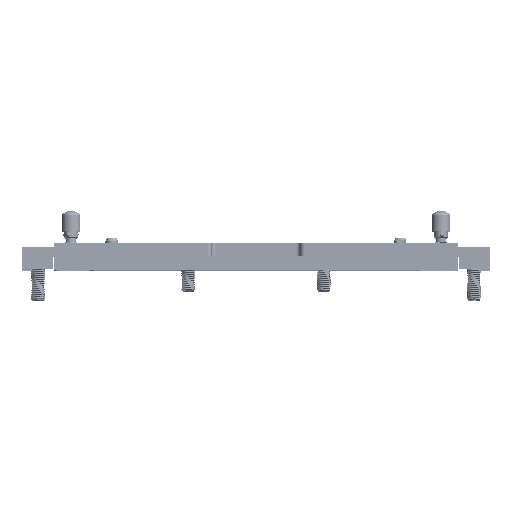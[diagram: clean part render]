
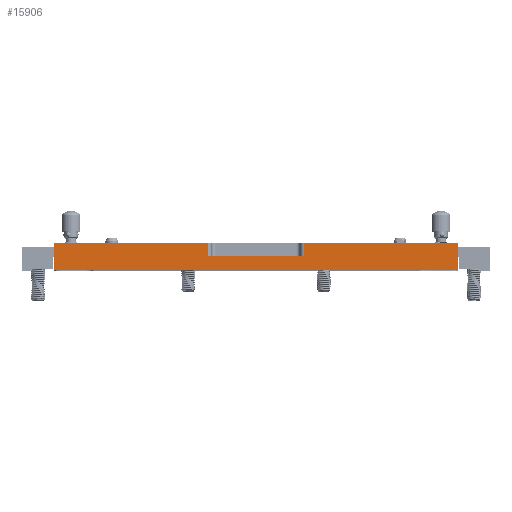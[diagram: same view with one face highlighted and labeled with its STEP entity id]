
A CAD part, top view. The second image highlights one B-rep face of the part: STEP entity #15906.
In plain terms, the highlighted face is planar.
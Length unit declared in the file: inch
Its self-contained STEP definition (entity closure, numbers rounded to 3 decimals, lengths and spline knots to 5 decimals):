
#508 = CARTESIAN_POINT ( 'NONE',  ( -1.7875, 0., -7.45 ) ) ;
#692 = VERTEX_POINT ( 'NONE', #508 ) ;
#3541 = CARTESIAN_POINT ( 'NONE',  ( -7.45, -1., -7.45 ) ) ;
#4190 = VERTEX_POINT ( 'NONE', #10651 ) ;
#5624 = ORIENTED_EDGE ( 'NONE', *, *, #18566, .T. ) ;
#5716 = CARTESIAN_POINT ( 'NONE',  ( -7.45, 0., -7.45 ) ) ;
#6799 = EDGE_LOOP ( 'NONE', ( #19582, #29401, #7794, #21839, #35161, #15878, #20607, #5624 ) ) ;
#7794 = ORIENTED_EDGE ( 'NONE', *, *, #32921, .F. ) ;
#9598 = VECTOR ( 'NONE', #15975, 39.37008 ) ;
#10212 = FACE_OUTER_BOUND ( 'NONE', #6799, .T. ) ;
#10651 = CARTESIAN_POINT ( 'NONE',  ( 1.7875, 0., -7.45 ) ) ;
#11058 = CARTESIAN_POINT ( 'NONE',  ( -7.45, 0., -7.45 ) ) ;
#11565 = CARTESIAN_POINT ( 'NONE',  ( -7.45, 0., -7.45 ) ) ;
#11660 = VECTOR ( 'NONE', #18300, 39.37008 ) ;
#12216 = DIRECTION ( 'NONE',  ( 0., 1., 0. ) ) ;
#12863 = VECTOR ( 'NONE', #12216, 39.37008 ) ;
#13122 = VERTEX_POINT ( 'NONE', #34575 ) ;
#13741 = CARTESIAN_POINT ( 'NONE',  ( 7.45, -1., -7.45 ) ) ;
#13805 = LINE ( 'NONE', #14871, #11660 ) ;
#14871 = CARTESIAN_POINT ( 'NONE',  ( -1.7875, -1., -7.45 ) ) ;
#15609 = VERTEX_POINT ( 'NONE', #24279 ) ;
#15878 = ORIENTED_EDGE ( 'NONE', *, *, #44002, .T. ) ;
#15906 = ADVANCED_FACE ( 'NONE', ( #10212 ), #40416, .T. ) ;
#15975 = DIRECTION ( 'NONE',  ( -1., 0., 0. ) ) ;
#16465 = VECTOR ( 'NONE', #20334, 39.37008 ) ;
#16633 = VECTOR ( 'NONE', #41053, 39.37008 ) ;
#16960 = DIRECTION ( 'NONE',  ( 0., 0., -1. ) ) ;
#17245 = CARTESIAN_POINT ( 'NONE',  ( 7.45, -1., -7.45 ) ) ;
#17460 = EDGE_CURVE ( 'NONE', #37738, #35429, #27101, .T. ) ;
#18300 = DIRECTION ( 'NONE',  ( 0., -1., 0. ) ) ;
#18566 = EDGE_CURVE ( 'NONE', #692, #35429, #13805, .T. ) ;
#18627 = LINE ( 'NONE', #5716, #9598 ) ;
#19582 = ORIENTED_EDGE ( 'NONE', *, *, #17460, .F. ) ;
#20020 = VERTEX_POINT ( 'NONE', #17245 ) ;
#20334 = DIRECTION ( 'NONE',  ( 0., 1., 0. ) ) ;
#20607 = ORIENTED_EDGE ( 'NONE', *, *, #37429, .F. ) ;
#21195 = CARTESIAN_POINT ( 'NONE',  ( -1.7875, -0.48, -7.45 ) ) ;
#21839 = ORIENTED_EDGE ( 'NONE', *, *, #41210, .F. ) ;
#21860 = DIRECTION ( 'NONE',  ( -1., 0., 0. ) ) ;
#24279 = CARTESIAN_POINT ( 'NONE',  ( -7.45, -1., -7.45 ) ) ;
#25291 = CARTESIAN_POINT ( 'NONE',  ( -7.45, -0.48, -7.45 ) ) ;
#26060 = VECTOR ( 'NONE', #21860, 39.37008 ) ;
#26165 = AXIS2_PLACEMENT_3D ( 'NONE', #27078, #16960, #40864 ) ;
#27078 = CARTESIAN_POINT ( 'NONE',  ( -7.45, -1., -7.45 ) ) ;
#27101 = LINE ( 'NONE', #25291, #26060 ) ;
#27391 = EDGE_CURVE ( 'NONE', #37738, #4190, #30965, .T. ) ;
#27970 = VERTEX_POINT ( 'NONE', #11058 ) ;
#29401 = ORIENTED_EDGE ( 'NONE', *, *, #27391, .T. ) ;
#30297 = CARTESIAN_POINT ( 'NONE',  ( -7.45, -1., -7.45 ) ) ;
#30965 = LINE ( 'NONE', #32628, #12863 ) ;
#31143 = CARTESIAN_POINT ( 'NONE',  ( 1.7875, -0.48, -7.45 ) ) ;
#32628 = CARTESIAN_POINT ( 'NONE',  ( 1.7875, 0., -7.45 ) ) ;
#32921 = EDGE_CURVE ( 'NONE', #13122, #4190, #42340, .T. ) ;
#33212 = VECTOR ( 'NONE', #33773, 39.37008 ) ;
#33722 = LINE ( 'NONE', #13741, #16633 ) ;
#33773 = DIRECTION ( 'NONE',  ( -1., 0., 0. ) ) ;
#34382 = VECTOR ( 'NONE', #35424, 39.37008 ) ;
#34575 = CARTESIAN_POINT ( 'NONE',  ( 7.45, 0., -7.45 ) ) ;
#34645 = LINE ( 'NONE', #3541, #16465 ) ;
#35161 = ORIENTED_EDGE ( 'NONE', *, *, #35168, .T. ) ;
#35168 = EDGE_CURVE ( 'NONE', #20020, #15609, #43336, .T. ) ;
#35424 = DIRECTION ( 'NONE',  ( -1., 0., 0. ) ) ;
#35429 = VERTEX_POINT ( 'NONE', #21195 ) ;
#37429 = EDGE_CURVE ( 'NONE', #692, #27970, #18627, .T. ) ;
#37738 = VERTEX_POINT ( 'NONE', #31143 ) ;
#40416 = PLANE ( 'NONE',  #26165 ) ;
#40864 = DIRECTION ( 'NONE',  ( -1., 0., 0. ) ) ;
#41053 = DIRECTION ( 'NONE',  ( 0., 1., 0. ) ) ;
#41210 = EDGE_CURVE ( 'NONE', #20020, #13122, #33722, .T. ) ;
#42340 = LINE ( 'NONE', #11565, #34382 ) ;
#43336 = LINE ( 'NONE', #30297, #33212 ) ;
#44002 = EDGE_CURVE ( 'NONE', #15609, #27970, #34645, .T. ) ;
